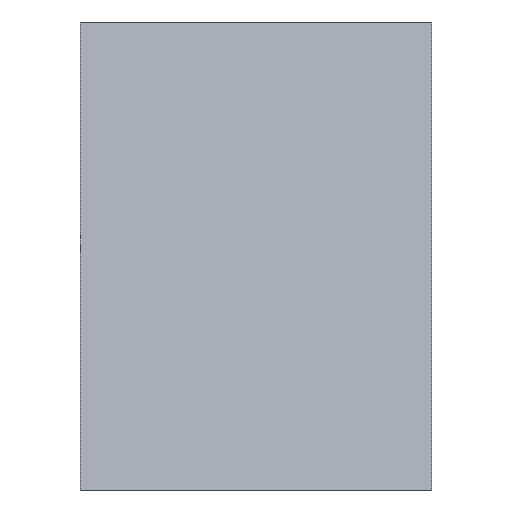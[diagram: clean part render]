
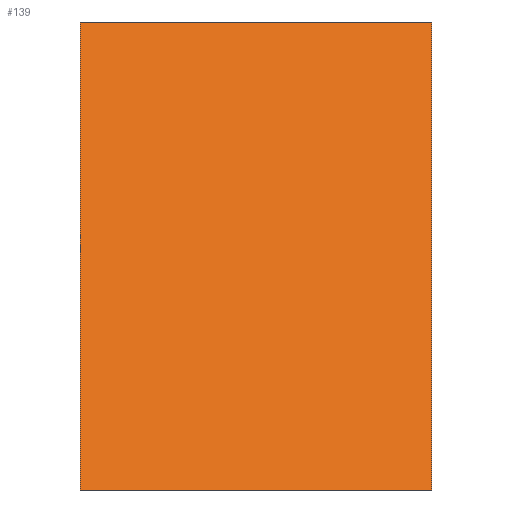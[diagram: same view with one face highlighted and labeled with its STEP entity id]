
A CAD part, left-side view. The second image highlights one B-rep face of the part: STEP entity #139.
In plain terms, the highlighted planar face has unit normal (-0.915, 0, 0.403).
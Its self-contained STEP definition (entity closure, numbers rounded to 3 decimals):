
#1 = ORIENTED_EDGE ( 'NONE', *, *, #65, .F. ) ;
#3 = CARTESIAN_POINT ( 'NONE',  ( 0., 18.4, 0. ) ) ;
#14 = DIRECTION ( 'NONE',  ( 0., -1., 0. ) ) ;
#24 = ORIENTED_EDGE ( 'NONE', *, *, #156, .F. ) ;
#25 = DIRECTION ( 'NONE',  ( 0., -1., 0. ) ) ;
#42 = VECTOR ( 'NONE', #106, 1000. ) ;
#49 = LINE ( 'NONE', #166, #105 ) ;
#50 = LINE ( 'NONE', #121, #42 ) ;
#56 = EDGE_CURVE ( 'NONE', #128, #59, #160, .T. ) ;
#57 = ORIENTED_EDGE ( 'NONE', *, *, #149, .T. ) ;
#59 = VERTEX_POINT ( 'NONE', #72 ) ;
#60 = DIRECTION ( 'NONE',  ( 0.403, 0., 0.915 ) ) ;
#65 = EDGE_CURVE ( 'NONE', #128, #116, #88, .T. ) ;
#72 = CARTESIAN_POINT ( 'NONE',  ( -10.78, 0., -24.5 ) ) ;
#76 = EDGE_LOOP ( 'NONE', ( #57, #24, #1, #143 ) ) ;
#80 = FACE_OUTER_BOUND ( 'NONE', #76, .T. ) ;
#88 = LINE ( 'NONE', #144, #148 ) ;
#93 = DIRECTION ( 'NONE',  ( -0.403, 0., -0.915 ) ) ;
#100 = VERTEX_POINT ( 'NONE', #132 ) ;
#101 = VECTOR ( 'NONE', #25, 1000. ) ;
#105 = VECTOR ( 'NONE', #14, 1000. ) ;
#106 = DIRECTION ( 'NONE',  ( 0.403, 0., 0.915 ) ) ;
#116 = VERTEX_POINT ( 'NONE', #3 ) ;
#120 = AXIS2_PLACEMENT_3D ( 'NONE', #150, #177, #93 ) ;
#121 = CARTESIAN_POINT ( 'NONE',  ( 0., 0., 0. ) ) ;
#123 = CARTESIAN_POINT ( 'NONE',  ( -10.78, 18.4, -24.5 ) ) ;
#128 = VERTEX_POINT ( 'NONE', #123 ) ;
#130 = CARTESIAN_POINT ( 'NONE',  ( -10.78, 18.4, -24.5 ) ) ;
#132 = CARTESIAN_POINT ( 'NONE',  ( 0., 0., 0. ) ) ;
#139 = ADVANCED_FACE ( 'NONE', ( #80 ), #146, .F. ) ;
#143 = ORIENTED_EDGE ( 'NONE', *, *, #56, .T. ) ;
#144 = CARTESIAN_POINT ( 'NONE',  ( 0., 18.4, 0. ) ) ;
#146 = PLANE ( 'NONE',  #120 ) ;
#148 = VECTOR ( 'NONE', #60, 1000. ) ;
#149 = EDGE_CURVE ( 'NONE', #59, #100, #50, .T. ) ;
#150 = CARTESIAN_POINT ( 'NONE',  ( 0., 18.4, 0. ) ) ;
#156 = EDGE_CURVE ( 'NONE', #116, #100, #49, .T. ) ;
#160 = LINE ( 'NONE', #130, #101 ) ;
#166 = CARTESIAN_POINT ( 'NONE',  ( 0., 18.4, 0. ) ) ;
#177 = DIRECTION ( 'NONE',  ( 0.915, 0., -0.403 ) ) ;
